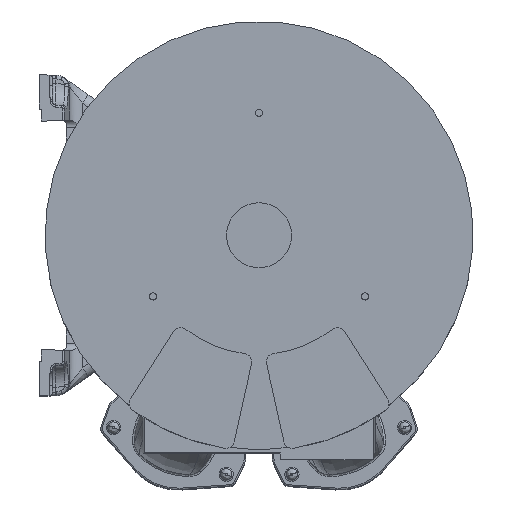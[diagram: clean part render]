
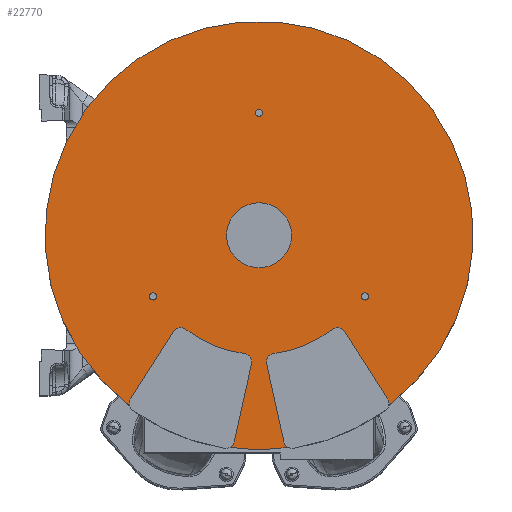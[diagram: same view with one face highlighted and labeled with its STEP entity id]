
A CAD part, top view. The second image highlights one B-rep face of the part: STEP entity #22770.
In plain terms, the highlighted planar face has unit normal (0, 0, 1).
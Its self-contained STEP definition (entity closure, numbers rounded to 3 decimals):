
#2051=CARTESIAN_POINT('',(0.,0.,39.402));
#2052=DIRECTION('',(0.,0.,1.));
#2053=DIRECTION('',(1.,0.,0.));
#2054=AXIS2_PLACEMENT_3D('',#2051,#2052,#2053);
#2056=CARTESIAN_POINT('',(0.,0.,39.402));
#2057=DIRECTION('',(0.,0.,1.));
#2058=DIRECTION('',(-1.,0.,0.));
#2059=AXIS2_PLACEMENT_3D('',#2056,#2057,#2058);
#2061=CARTESIAN_POINT('',(0.,171.5,39.402));
#2062=DIRECTION('',(0.,0.,1.));
#2063=DIRECTION('',(1.,0.,0.));
#2064=AXIS2_PLACEMENT_3D('',#2061,#2062,#2063);
#2066=CARTESIAN_POINT('',(0.,171.5,39.402));
#2067=DIRECTION('',(0.,0.,1.));
#2068=DIRECTION('',(-1.,0.,0.));
#2069=AXIS2_PLACEMENT_3D('',#2066,#2067,#2068);
#2071=CARTESIAN_POINT('',(148.523,-85.75,39.402));
#2072=DIRECTION('',(0.,0.,1.));
#2073=DIRECTION('',(1.,0.,0.));
#2074=AXIS2_PLACEMENT_3D('',#2071,#2072,#2073);
#2076=CARTESIAN_POINT('',(148.523,-85.75,39.402));
#2077=DIRECTION('',(0.,0.,1.));
#2078=DIRECTION('',(-1.,0.,0.));
#2079=AXIS2_PLACEMENT_3D('',#2076,#2077,#2078);
#2081=CARTESIAN_POINT('',(-148.523,-85.75,39.402));
#2082=DIRECTION('',(0.,0.,1.));
#2083=DIRECTION('',(1.,0.,0.));
#2084=AXIS2_PLACEMENT_3D('',#2081,#2082,#2083);
#2086=CARTESIAN_POINT('',(-148.523,-85.75,39.402));
#2087=DIRECTION('',(0.,0.,1.));
#2088=DIRECTION('',(-1.,0.,0.));
#2089=AXIS2_PLACEMENT_3D('',#2086,#2087,#2088);
#2091=CARTESIAN_POINT('',(169.865,-235.661,39.402));
#2092=DIRECTION('',(0.,0.,1.));
#2093=DIRECTION('',(0.962,-0.273,0.));
#2094=AXIS2_PLACEMENT_3D('',#2091,#2092,#2093);
#2096=DIRECTION('',(-0.537,0.843,0.));
#2097=VECTOR('',#2096,111.798);
#2098=CARTESIAN_POINT('',(179.986,-229.213,39.402));
#2099=LINE('',#2098,#2097);
#2100=CARTESIAN_POINT('',(109.796,-141.371,39.402));
#2101=DIRECTION('',(0.,0.,1.));
#2102=DIRECTION('',(0.843,0.537,0.));
#2103=AXIS2_PLACEMENT_3D('',#2100,#2101,#2102);
#2105=CARTESIAN_POINT('',(0.,0.,
39.402));
#2106=DIRECTION('',(0.,0.,1.));
#2107=DIRECTION('',(0.125,-0.992,0.));
#2108=AXIS2_PLACEMENT_3D('',#2105,#2106,#2107);
#2110=CARTESIAN_POINT('',(22.327,-177.602,39.402));
#2111=DIRECTION('',(0.,0.,1.));
#2112=DIRECTION('',(-0.125,0.992,0.));
#2113=AXIS2_PLACEMENT_3D('',#2110,#2111,#2112);
#2115=DIRECTION('',(0.216,-0.976,0.));
#2116=VECTOR('',#2115,111.798);
#2117=CARTESIAN_POINT('',(10.611,-180.199,39.402));
#2118=LINE('',#2117,#2116);
#2119=CARTESIAN_POINT('',(46.524,-286.75,39.402));
#2120=DIRECTION('',(0.,0.,1.));
#2121=DIRECTION('',(-0.976,-0.216,0.));
#2122=AXIS2_PLACEMENT_3D('',#2119,#2120,#2121);
#2124=CARTESIAN_POINT('',(0.,0.,39.402));
#2125=DIRECTION('',(0.,0.,1.));
#2126=DIRECTION('',(-0.136,-0.991,0.));
#2127=AXIS2_PLACEMENT_3D('',#2124,#2125,#2126);
#2129=CARTESIAN_POINT('',(-46.524,-286.75,
39.402));
#2130=DIRECTION('',(0.,0.,1.));
#2131=DIRECTION('',(0.487,-0.873,0.));
#2132=AXIS2_PLACEMENT_3D('',#2129,#2130,#2131);
#2134=DIRECTION('',(0.216,0.976,0.));
#2135=VECTOR('',#2134,111.798);
#2136=CARTESIAN_POINT('',(-34.809,-289.348,
39.402));
#2137=LINE('',#2136,#2135);
#2138=CARTESIAN_POINT('',(-22.327,-177.602,
39.402));
#2139=DIRECTION('',(0.,0.,1.));
#2140=DIRECTION('',(0.976,-0.216,0.));
#2141=AXIS2_PLACEMENT_3D('',#2138,#2139,#2140);
#2143=CARTESIAN_POINT('',(0.,0.,
39.402));
#2144=DIRECTION('',(0.,0.,1.));
#2145=DIRECTION('',(-0.613,-0.79,0.));
#2146=AXIS2_PLACEMENT_3D('',#2143,#2144,#2145);
#2148=CARTESIAN_POINT('',(-109.796,-141.371,
39.402));
#2149=DIRECTION('',(0.,0.,1.));
#2150=DIRECTION('',(0.613,0.79,0.));
#2151=AXIS2_PLACEMENT_3D('',#2148,#2149,#2150);
#2153=DIRECTION('',(-0.537,-0.843,0.));
#2154=VECTOR('',#2153,111.798);
#2155=CARTESIAN_POINT('',(-119.917,-134.923,
39.402));
#2156=LINE('',#2155,#2154);
#2157=CARTESIAN_POINT('',(-169.865,-235.661,
39.402));
#2158=DIRECTION('',(0.,0.,1.));
#2159=DIRECTION('',(-0.843,0.537,0.));
#2160=AXIS2_PLACEMENT_3D('',#2157,#2158,#2159);
#6326=CARTESIAN_POINT('',(0.,0.,39.402));
#6327=DIRECTION('',(0.,0.,1.));
#6328=DIRECTION('',(0.605,-0.796,0.));
#6329=AXIS2_PLACEMENT_3D('',#6326,#6327,#6328);
#17509=CARTESIAN_POINT('',(45.5,0.,39.402));
#17510=CARTESIAN_POINT('',(-45.5,0.,39.402));
#17511=VERTEX_POINT('',#17509);
#17512=VERTEX_POINT('',#17510);
#17525=CARTESIAN_POINT('',(5.,171.5,39.402));
#17526=CARTESIAN_POINT('',(-5.,171.5,39.402));
#17527=VERTEX_POINT('',#17525);
#17528=VERTEX_POINT('',#17526);
#17529=CARTESIAN_POINT('',(153.523,-85.75,39.402));
#17530=CARTESIAN_POINT('',(143.523,-85.75,39.402));
#17531=VERTEX_POINT('',#17529);
#17532=VERTEX_POINT('',#17530);
#17533=CARTESIAN_POINT('',(-143.523,-85.75,39.402));
#17534=CARTESIAN_POINT('',(-153.523,-85.75,39.402));
#17535=VERTEX_POINT('',#17533);
#17536=VERTEX_POINT('',#17534);
#17597=CARTESIAN_POINT('',(181.41,-238.936,
39.402));
#17598=CARTESIAN_POINT('',(179.986,-229.213,
39.402));
#17599=VERTEX_POINT('',#17597);
#17600=VERTEX_POINT('',#17598);
#17601=CARTESIAN_POINT('',(119.917,-134.923,
39.402));
#17602=VERTEX_POINT('',#17601);
#17603=CARTESIAN_POINT('',(102.436,-131.894,
39.402));
#17604=VERTEX_POINT('',#17603);
#17605=CARTESIAN_POINT('',(20.83,-165.696,
39.402));
#17606=VERTEX_POINT('',#17605);
#17607=CARTESIAN_POINT('',(10.611,-180.199,
39.402));
#17608=VERTEX_POINT('',#17607);
#17609=CARTESIAN_POINT('',(34.809,-289.348,
39.402));
#17610=VERTEX_POINT('',#17609);
#17611=CARTESIAN_POINT('',(40.677,-297.229,
39.402));
#17612=VERTEX_POINT('',#17611);
#17613=CARTESIAN_POINT('',(-40.677,-297.229,
39.402));
#17614=CARTESIAN_POINT('',(-34.809,-289.348,
39.402));
#17615=VERTEX_POINT('',#17613);
#17616=VERTEX_POINT('',#17614);
#17617=CARTESIAN_POINT('',(-10.611,-180.199,
39.402));
#17618=VERTEX_POINT('',#17617);
#17619=CARTESIAN_POINT('',(-20.83,-165.696,
39.402));
#17620=VERTEX_POINT('',#17619);
#17621=CARTESIAN_POINT('',(-102.436,-131.894,
39.402));
#17622=VERTEX_POINT('',#17621);
#17623=CARTESIAN_POINT('',(-119.917,-134.923,
39.402));
#17624=VERTEX_POINT('',#17623);
#17625=CARTESIAN_POINT('',(-179.986,-229.213,
39.402));
#17626=VERTEX_POINT('',#17625);
#17627=CARTESIAN_POINT('',(-181.41,-238.936,
39.402));
#17628=VERTEX_POINT('',#17627);
#22709=CARTESIAN_POINT('',(0.,0.,39.402));
#22710=DIRECTION('',(0.,0.,1.));
#22711=DIRECTION('',(1.,0.,0.));
#22712=AXIS2_PLACEMENT_3D('',#22709,#22710,#22711);
#22713=PLANE('',#22712);
#22714=ORIENTED_EDGE('',*,*,#22672,.T.);
#22715=ORIENTED_EDGE('',*,*,#22685,.T.);
#22717=ORIENTED_EDGE('',*,*,#22716,.T.);
#22719=ORIENTED_EDGE('',*,*,#22718,.F.);
#22721=ORIENTED_EDGE('',*,*,#22720,.T.);
#22723=ORIENTED_EDGE('',*,*,#22722,.T.);
#22725=ORIENTED_EDGE('',*,*,#22724,.T.);
#22727=ORIENTED_EDGE('',*,*,#22726,.F.);
#22729=ORIENTED_EDGE('',*,*,#22728,.T.);
#22731=ORIENTED_EDGE('',*,*,#22730,.T.);
#22733=ORIENTED_EDGE('',*,*,#22732,.T.);
#22735=ORIENTED_EDGE('',*,*,#22734,.F.);
#22737=ORIENTED_EDGE('',*,*,#22736,.T.);
#22739=ORIENTED_EDGE('',*,*,#22738,.T.);
#22741=ORIENTED_EDGE('',*,*,#22740,.T.);
#22743=ORIENTED_EDGE('',*,*,#22742,.F.);
#22744=EDGE_LOOP('',(#22714,#22715,#22717,#22719,#22721,#22723,#22725,#22727,
#22729,#22731,#22733,#22735,#22737,#22739,#22741,#22743));
#22745=FACE_OUTER_BOUND('',#22744,.F.);
#22747=ORIENTED_EDGE('',*,*,#22746,.T.);
#22749=ORIENTED_EDGE('',*,*,#22748,.T.);
#22750=EDGE_LOOP('',(#22747,#22749));
#22751=FACE_BOUND('',#22750,.F.);
#22753=ORIENTED_EDGE('',*,*,#22752,.T.);
#22755=ORIENTED_EDGE('',*,*,#22754,.T.);
#22756=EDGE_LOOP('',(#22753,#22755));
#22757=FACE_BOUND('',#22756,.F.);
#22759=ORIENTED_EDGE('',*,*,#22758,.T.);
#22761=ORIENTED_EDGE('',*,*,#22760,.T.);
#22762=EDGE_LOOP('',(#22759,#22761));
#22763=FACE_BOUND('',#22762,.F.);
#22765=ORIENTED_EDGE('',*,*,#22764,.T.);
#22767=ORIENTED_EDGE('',*,*,#22766,.T.);
#22768=EDGE_LOOP('',(#22765,#22767));
#22769=FACE_BOUND('',#22768,.F.);
#22770=ADVANCED_FACE('',(#22745,#22751,#22757,#22763,#22769),#22713,.T.);
#2055=CIRCLE('',#2054,45.5);
#2060=CIRCLE('',#2059,45.5);
#2065=CIRCLE('',#2064,5.);
#2070=CIRCLE('',#2069,5.);
#2075=CIRCLE('',#2074,5.);
#2080=CIRCLE('',#2079,5.);
#2085=CIRCLE('',#2084,5.);
#2090=CIRCLE('',#2089,5.);
#2095=CIRCLE('',#2094,12.);
#2104=CIRCLE('',#2103,12.);
#2109=CIRCLE('',#2108,167.);
#2114=CIRCLE('',#2113,12.);
#2123=CIRCLE('',#2122,12.);
#2128=CIRCLE('',#2127,300.);
#2133=CIRCLE('',#2132,12.);
#2142=CIRCLE('',#2141,12.);
#2147=CIRCLE('',#2146,167.);
#2152=CIRCLE('',#2151,12.);
#2161=CIRCLE('',#2160,12.);
#6330=CIRCLE('',#6329,300.);
#22672=EDGE_CURVE('',#17599,#17600,#2095,.T.);
#22685=EDGE_CURVE('',#17600,#17602,#2099,.T.);
#22716=EDGE_CURVE('',#17602,#17604,#2104,.T.);
#22718=EDGE_CURVE('',#17606,#17604,#2109,.T.);
#22720=EDGE_CURVE('',#17606,#17608,#2114,.T.);
#22722=EDGE_CURVE('',#17608,#17610,#2118,.T.);
#22724=EDGE_CURVE('',#17610,#17612,#2123,.T.);
#22726=EDGE_CURVE('',#17615,#17612,#2128,.T.);
#22728=EDGE_CURVE('',#17615,#17616,#2133,.T.);
#22730=EDGE_CURVE('',#17616,#17618,#2137,.T.);
#22732=EDGE_CURVE('',#17618,#17620,#2142,.T.);
#22734=EDGE_CURVE('',#17622,#17620,#2147,.T.);
#22736=EDGE_CURVE('',#17622,#17624,#2152,.T.);
#22738=EDGE_CURVE('',#17624,#17626,#2156,.T.);
#22740=EDGE_CURVE('',#17626,#17628,#2161,.T.);
#22742=EDGE_CURVE('',#17599,#17628,#6330,.T.);
#22746=EDGE_CURVE('',#17511,#17512,#2055,.T.);
#22748=EDGE_CURVE('',#17512,#17511,#2060,.T.);
#22752=EDGE_CURVE('',#17527,#17528,#2065,.T.);
#22754=EDGE_CURVE('',#17528,#17527,#2070,.T.);
#22758=EDGE_CURVE('',#17531,#17532,#2075,.T.);
#22760=EDGE_CURVE('',#17532,#17531,#2080,.T.);
#22764=EDGE_CURVE('',#17535,#17536,#2085,.T.);
#22766=EDGE_CURVE('',#17536,#17535,#2090,.T.);
